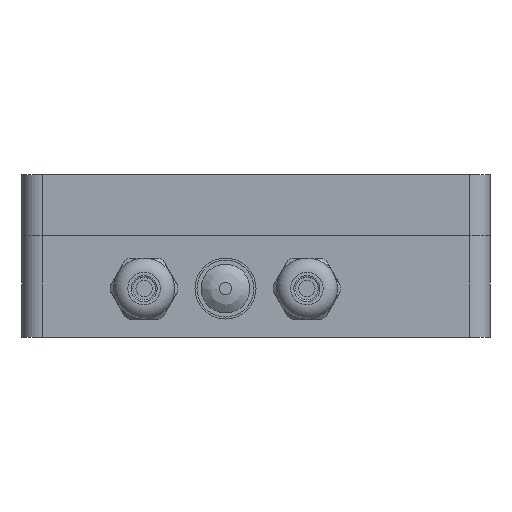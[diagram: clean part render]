
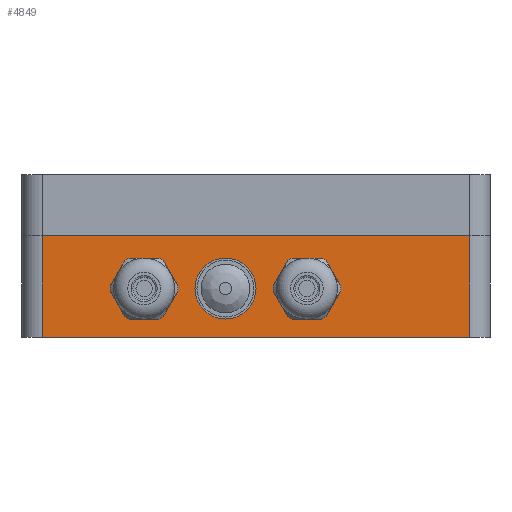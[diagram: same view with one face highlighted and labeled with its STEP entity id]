
A CAD part, front view. The second image highlights one B-rep face of the part: STEP entity #4849.
In plain terms, the highlighted planar face has unit normal (0, -1, 0).
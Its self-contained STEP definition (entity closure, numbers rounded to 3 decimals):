
#180=FACE_BOUND('',#1717,.T.);
#181=FACE_BOUND('',#1718,.T.);
#182=FACE_BOUND('',#1719,.T.);
#317=PLANE('',#5348);
#506=LINE('',#12523,#859);
#573=LINE('',#12768,#926);
#579=LINE('',#12785,#932);
#591=LINE('',#12838,#944);
#859=VECTOR('',#6136,10.);
#926=VECTOR('',#6383,10.);
#932=VECTOR('',#6401,10.);
#944=VECTOR('',#6469,10.);
#1402=FACE_OUTER_BOUND('',#1716,.T.);
#1716=EDGE_LOOP('',(#4174,#4175,#4176,#4177));
#1717=EDGE_LOOP('',(#4178));
#1718=EDGE_LOOP('',(#4179));
#1719=EDGE_LOOP('',(#4180));
#1977=CIRCLE('',#5278,5.);
#1988=CIRCLE('',#5309,5.);
#1989=CIRCLE('',#5311,5.);
#2304=VERTEX_POINT('',#12509);
#2310=VERTEX_POINT('',#12521);
#2364=VERTEX_POINT('',#12679);
#2383=VERTEX_POINT('',#12755);
#2384=VERTEX_POINT('',#12759);
#2386=VERTEX_POINT('',#12767);
#2391=VERTEX_POINT('',#12783);
#2875=EDGE_CURVE('',#2310,#2304,#506,.T.);
#2950=EDGE_CURVE('',#2364,#2364,#1977,.T.);
#2987=EDGE_CURVE('',#2383,#2383,#1988,.T.);
#2989=EDGE_CURVE('',#2384,#2384,#1989,.T.);
#2993=EDGE_CURVE('',#2304,#2386,#573,.T.);
#3002=EDGE_CURVE('',#2391,#2310,#579,.T.);
#3026=EDGE_CURVE('',#2391,#2386,#591,.T.);
#4174=ORIENTED_EDGE('',*,*,#2993,.F.);
#4175=ORIENTED_EDGE('',*,*,#2875,.F.);
#4176=ORIENTED_EDGE('',*,*,#3002,.F.);
#4177=ORIENTED_EDGE('',*,*,#3026,.T.);
#4178=ORIENTED_EDGE('',*,*,#2950,.T.);
#4179=ORIENTED_EDGE('',*,*,#2987,.T.);
#4180=ORIENTED_EDGE('',*,*,#2989,.T.);
#4849=ADVANCED_FACE('',(#1402,#180,#181,#182),#317,.T.);
#5278=AXIS2_PLACEMENT_3D('',#12680,#6280,#6281);
#5309=AXIS2_PLACEMENT_3D('',#12756,#6368,#6369);
#5311=AXIS2_PLACEMENT_3D('',#12760,#6373,#6374);
#5348=AXIS2_PLACEMENT_3D('',#12837,#6467,#6468);
#6136=DIRECTION('',(1.,0.,0.));
#6280=DIRECTION('center_axis',(0.,1.,0.));
#6281=DIRECTION('ref_axis',(1.,0.,0.));
#6368=DIRECTION('center_axis',(0.,1.,0.));
#6369=DIRECTION('ref_axis',(1.,0.,0.));
#6373=DIRECTION('center_axis',(0.,1.,0.));
#6374=DIRECTION('ref_axis',(1.,0.,0.));
#6383=DIRECTION('',(0.,0.,-1.));
#6401=DIRECTION('',(0.,0.,1.));
#6467=DIRECTION('center_axis',(0.,-1.,0.));
#6468=DIRECTION('ref_axis',(1.,0.,0.));
#6469=DIRECTION('',(1.,0.,0.));
#12509=CARTESIAN_POINT('',(110.,0.,25.));
#12521=CARTESIAN_POINT('',(5.,0.,25.));
#12523=CARTESIAN_POINT('',(0.,0.,25.));
#12679=CARTESIAN_POINT('',(25.,0.,12.));
#12680=CARTESIAN_POINT('Origin',(30.,0.,12.));
#12755=CARTESIAN_POINT('',(45.,0.,12.));
#12756=CARTESIAN_POINT('Origin',(50.,0.,12.));
#12759=CARTESIAN_POINT('',(65.,0.,12.));
#12760=CARTESIAN_POINT('Origin',(70.,0.,12.));
#12767=CARTESIAN_POINT('',(110.,0.,0.));
#12768=CARTESIAN_POINT('',(110.,0.,0.));
#12783=CARTESIAN_POINT('',(5.,0.,0.));
#12785=CARTESIAN_POINT('',(5.,0.,0.));
#12837=CARTESIAN_POINT('Origin',(0.,0.,0.));
#12838=CARTESIAN_POINT('',(0.,0.,0.));
